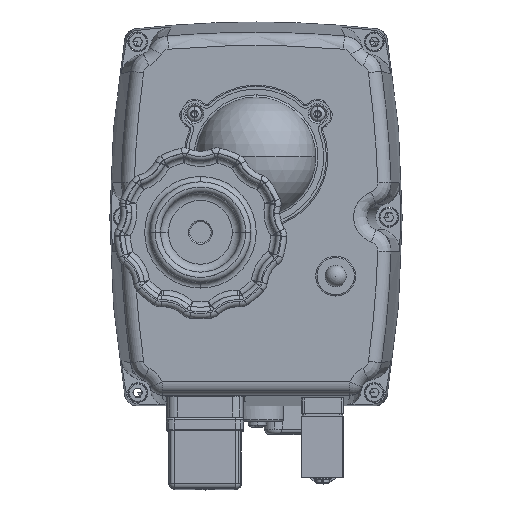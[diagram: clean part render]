
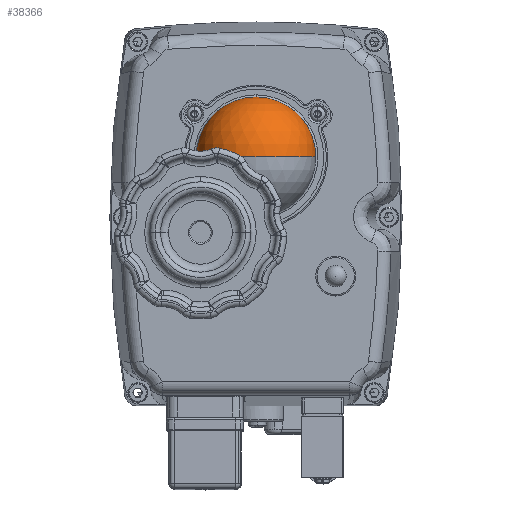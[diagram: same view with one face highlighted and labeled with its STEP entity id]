
A CAD part, top view. The second image highlights one B-rep face of the part: STEP entity #38366.
In plain terms, the highlighted spherical face has radius 22.5 mm.
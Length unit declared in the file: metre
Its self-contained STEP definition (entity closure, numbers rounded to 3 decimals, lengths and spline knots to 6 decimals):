
#1138 = VERTEX_POINT ( 'NONE', #10168 ) ;
#4168 = DIRECTION ( 'NONE',  ( 1., 0., 0. ) ) ;
#5173 = DIRECTION ( 'NONE',  ( 0., 0., -1. ) ) ;
#6533 = CARTESIAN_POINT ( 'NONE',  ( -0.006806, 0.021225, 0.220851 ) ) ;
#9901 = DIRECTION ( 'NONE',  ( 0., 1., 0. ) ) ;
#10168 = CARTESIAN_POINT ( 'NONE',  ( -0.029293, -0.001262, 0.220851 ) ) ;
#11904 = CARTESIAN_POINT ( 'NONE',  ( -0.006806, -0.001262, 0.220078 ) ) ;
#14847 = ORIENTED_EDGE ( 'NONE', *, *, #67944, .F. ) ;
#16913 = AXIS2_PLACEMENT_3D ( 'NONE', #105154, #21664, #85545 ) ;
#20188 = AXIS2_PLACEMENT_3D ( 'NONE', #11904, #9901, #68016 ) ;
#21664 = DIRECTION ( 'NONE',  ( 0., -1., 0. ) ) ;
#28399 = EDGE_CURVE ( 'NONE', #1138, #91229, #92107, .T. ) ;
#29853 = DIRECTION ( 'NONE',  ( 0., 0., -1. ) ) ;
#35004 = CARTESIAN_POINT ( 'NONE',  ( -0.006806, -0.001262, 0.220078 ) ) ;
#36701 = AXIS2_PLACEMENT_3D ( 'NONE', #35004, #51437, #77909 ) ;
#38366 = ADVANCED_FACE ( 'NONE', ( #40538 ), #92782, .T. ) ;
#40349 = CARTESIAN_POINT ( 'NONE',  ( 0.015681, -0.001262, 0.220851 ) ) ;
#40538 = FACE_OUTER_BOUND ( 'NONE', #99374, .T. ) ;
#45016 = EDGE_CURVE ( 'NONE', #84175, #91229, #62341, .T. ) ;
#49437 = CARTESIAN_POINT ( 'NONE',  ( -0.006806, -0.001262, 0.220851 ) ) ;
#51437 = DIRECTION ( 'NONE',  ( 0., -1., 0. ) ) ;
#56811 = AXIS2_PLACEMENT_3D ( 'NONE', #62203, #29853, #4168 ) ;
#59928 = VERTEX_POINT ( 'NONE', #6533 ) ;
#61265 = ORIENTED_EDGE ( 'NONE', *, *, #28399, .T. ) ;
#62203 = CARTESIAN_POINT ( 'NONE',  ( -0.006806, -0.001262, 0.220851 ) ) ;
#62341 = CIRCLE ( 'NONE', #16913, 0.0225 ) ;
#67944 = EDGE_CURVE ( 'NONE', #1138, #59928, #99058, .T. ) ;
#68016 = DIRECTION ( 'NONE',  ( -1., 0., 0. ) ) ;
#71396 = EDGE_CURVE ( 'NONE', #59928, #84175, #83864, .T. ) ;
#71780 = ORIENTED_EDGE ( 'NONE', *, *, #71396, .F. ) ;
#73159 = DIRECTION ( 'NONE',  ( 1., 0., 0. ) ) ;
#76929 = AXIS2_PLACEMENT_3D ( 'NONE', #49437, #5173, #73159 ) ;
#77909 = DIRECTION ( 'NONE',  ( -1., 0., 0. ) ) ;
#83864 = CIRCLE ( 'NONE', #76929, 0.022487 ) ;
#84175 = VERTEX_POINT ( 'NONE', #40349 ) ;
#85545 = DIRECTION ( 'NONE',  ( 1., 0., 0. ) ) ;
#91229 = VERTEX_POINT ( 'NONE', #104395 ) ;
#92107 = CIRCLE ( 'NONE', #20188, 0.0225 ) ;
#92782 = SPHERICAL_SURFACE ( 'NONE', #36701, 0.0225 ) ;
#93707 = ORIENTED_EDGE ( 'NONE', *, *, #45016, .F. ) ;
#99058 = CIRCLE ( 'NONE', #56811, 0.022487 ) ;
#99374 = EDGE_LOOP ( 'NONE', ( #93707, #71780, #14847, #61265 ) ) ;
#104395 = CARTESIAN_POINT ( 'NONE',  ( -0.006806, -0.001262, 0.242578 ) ) ;
#105154 = CARTESIAN_POINT ( 'NONE',  ( -0.006806, -0.001262, 0.220078 ) ) ;
